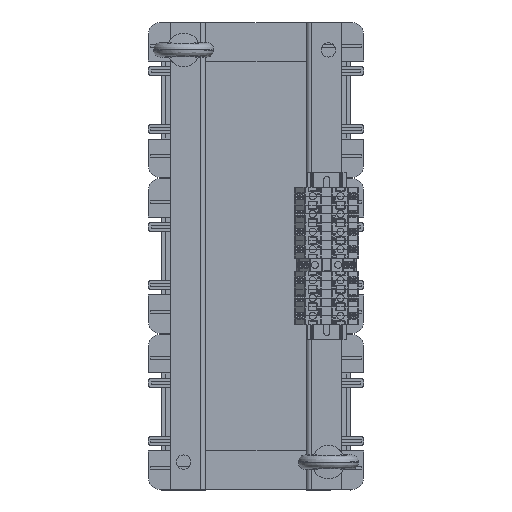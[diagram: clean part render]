
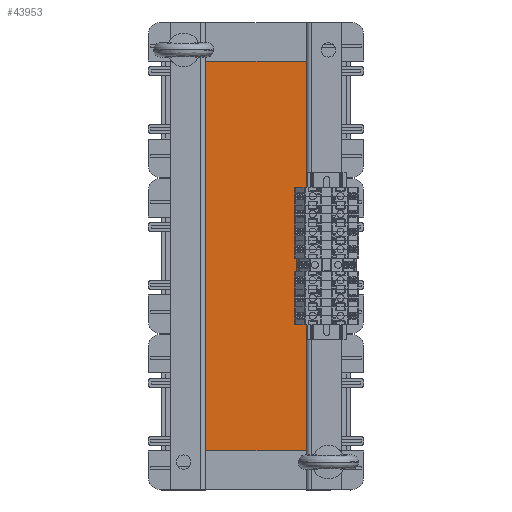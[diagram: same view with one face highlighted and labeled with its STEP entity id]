
A CAD part, left-side view. The second image highlights one B-rep face of the part: STEP entity #43953.
In plain terms, the highlighted planar face has unit normal (-1, 0, 0).
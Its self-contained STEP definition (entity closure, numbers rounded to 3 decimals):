
#5442=FACE_OUTER_BOUND('',#7918,.T.);
#7918=EDGE_LOOP('',(#29751,#29752,#29753,#29754));
#10495=LINE('',#63893,#14884);
#10503=LINE('',#63908,#14892);
#10504=LINE('',#63910,#14893);
#10505=LINE('',#63911,#14894);
#14884=VECTOR('',#51098,10.);
#14892=VECTOR('',#51110,10.);
#14893=VECTOR('',#51113,10.);
#14894=VECTOR('',#51114,10.);
#19271=VERTEX_POINT('',#63890);
#19272=VERTEX_POINT('',#63892);
#19276=VERTEX_POINT('',#63904);
#19277=VERTEX_POINT('',#63906);
#23315=EDGE_CURVE('',#19271,#19272,#10495,.T.);
#23323=EDGE_CURVE('',#19276,#19277,#10503,.T.);
#23324=EDGE_CURVE('',#19271,#19276,#10504,.T.);
#23325=EDGE_CURVE('',#19272,#19277,#10505,.T.);
#29751=ORIENTED_EDGE('',*,*,#23324,.T.);
#29752=ORIENTED_EDGE('',*,*,#23323,.T.);
#29753=ORIENTED_EDGE('',*,*,#23325,.F.);
#29754=ORIENTED_EDGE('',*,*,#23315,.F.);
#42516=PLANE('',#46838);
#43953=ADVANCED_FACE('',(#5442),#42516,.T.);
#46838=AXIS2_PLACEMENT_3D('',#63909,#51111,#51112);
#51098=DIRECTION('',(0.,1.,0.));
#51110=DIRECTION('',(0.,1.,0.));
#51111=DIRECTION('center_axis',(-1.,0.,0.));
#51112=DIRECTION('ref_axis',(0.,0.,1.));
#51113=DIRECTION('',(0.,0.,1.));
#51114=DIRECTION('',(0.,0.,1.));
#63890=CARTESIAN_POINT('',(-350.,0.,0.));
#63892=CARTESIAN_POINT('',(-350.,90.,0.));
#63893=CARTESIAN_POINT('',(-350.,0.,0.));
#63904=CARTESIAN_POINT('',(-350.,0.,350.));
#63906=CARTESIAN_POINT('',(-350.,90.,350.));
#63908=CARTESIAN_POINT('',(-350.,0.,350.));
#63909=CARTESIAN_POINT('Origin',(-350.,0.,0.));
#63910=CARTESIAN_POINT('',(-350.,0.,0.));
#63911=CARTESIAN_POINT('',(-350.,90.,0.));
